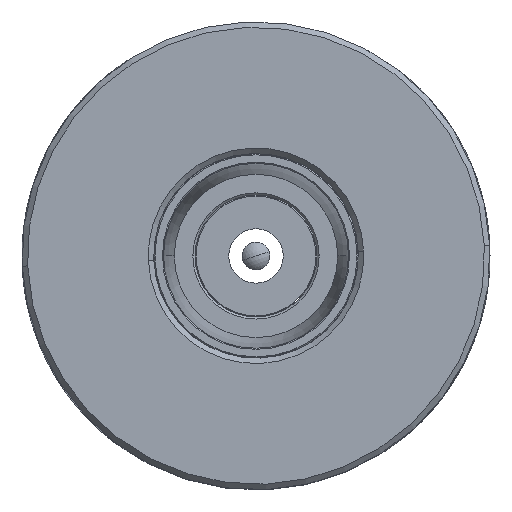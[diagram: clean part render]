
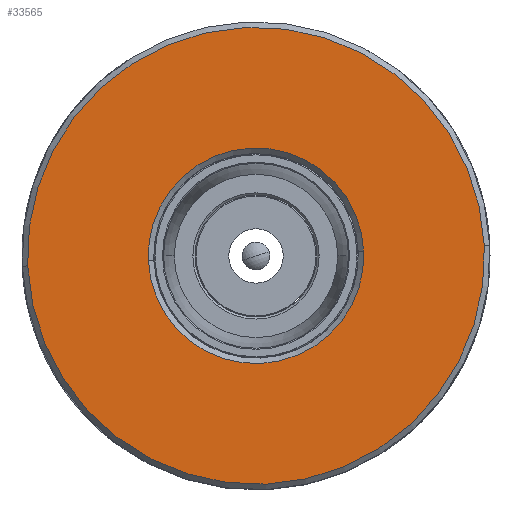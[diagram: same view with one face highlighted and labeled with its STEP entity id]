
A CAD part, top view. The second image highlights one B-rep face of the part: STEP entity #33565.
In plain terms, the highlighted planar face has unit normal (0, 0, 1).
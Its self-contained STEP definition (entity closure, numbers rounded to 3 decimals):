
#4755 = CARTESIAN_POINT ( 'NONE',  ( 0., 0., 31.73 ) ) ;
#5045 = EDGE_CURVE ( 'NONE', #15487, #28179, #61317, .T. ) ;
#6357 = CARTESIAN_POINT ( 'NONE',  ( 0., 0., 31.73 ) ) ;
#8295 = CARTESIAN_POINT ( 'NONE',  ( 0.219, -4.945, 31.73 ) ) ;
#8518 = CARTESIAN_POINT ( 'NONE',  ( 10.49, 0.464, 31.73 ) ) ;
#11301 = ORIENTED_EDGE ( 'NONE', *, *, #13359, .F. ) ;
#12180 = DIRECTION ( 'NONE',  ( 0.999, 0.044, 0. ) ) ;
#13359 = EDGE_CURVE ( 'NONE', #59657, #52294, #67225, .T. ) ;
#15365 = CARTESIAN_POINT ( 'NONE',  ( -4.945, -0.219, 31.73 ) ) ;
#15487 = VERTEX_POINT ( 'NONE', #15365 ) ;
#16120 = DIRECTION ( 'NONE',  ( 0., 0., -1. ) ) ;
#17224 = EDGE_CURVE ( 'NONE', #28179, #15487, #40740, .T. ) ;
#18925 = FACE_BOUND ( 'NONE', #25237, .T. ) ;
#19027 = AXIS2_PLACEMENT_3D ( 'NONE', #6357, #27613, #60573 ) ;
#20286 = ORIENTED_EDGE ( 'NONE', *, *, #5045, .T. ) ;
#24933 = DIRECTION ( 'NONE',  ( -0.999, -0.044, 0. ) ) ;
#25237 = EDGE_LOOP ( 'NONE', ( #20286, #48671 ) ) ;
#26645 = DIRECTION ( 'NONE',  ( 0.999, 0.044, 0. ) ) ;
#27440 = CARTESIAN_POINT ( 'NONE',  ( 0., 0., 31.73 ) ) ;
#27613 = DIRECTION ( 'NONE',  ( 0., 0., -1. ) ) ;
#28179 = VERTEX_POINT ( 'NONE', #38995 ) ;
#28383 = EDGE_LOOP ( 'NONE', ( #38611, #11301 ) ) ;
#32022 = DIRECTION ( 'NONE',  ( 0.999, 0.044, 0. ) ) ;
#33565 = ADVANCED_FACE ( 'NONE', ( #18925, #40545 ), #62166, .T. ) ;
#38611 = ORIENTED_EDGE ( 'NONE', *, *, #58997, .F. ) ;
#38995 = CARTESIAN_POINT ( 'NONE',  ( 4.945, 0.219, 31.73 ) ) ;
#40545 = FACE_OUTER_BOUND ( 'NONE', #28383, .T. ) ;
#40740 = CIRCLE ( 'NONE', #41855, 4.95 ) ;
#41855 = AXIS2_PLACEMENT_3D ( 'NONE', #27440, #16120, #12180 ) ;
#41978 = DIRECTION ( 'NONE',  ( 0., 0., -1. ) ) ;
#42632 = DIRECTION ( 'NONE',  ( 0., 0., 1. ) ) ;
#47359 = CIRCLE ( 'NONE', #19027, 10.5 ) ;
#48630 = DIRECTION ( 'NONE',  ( 0., 0., -1. ) ) ;
#48671 = ORIENTED_EDGE ( 'NONE', *, *, #17224, .T. ) ;
#51111 = AXIS2_PLACEMENT_3D ( 'NONE', #64581, #48630, #26645 ) ;
#52294 = VERTEX_POINT ( 'NONE', #8518 ) ;
#58920 = CARTESIAN_POINT ( 'NONE',  ( -10.49, -0.464, 31.73 ) ) ;
#58997 = EDGE_CURVE ( 'NONE', #52294, #59657, #47359, .T. ) ;
#59657 = VERTEX_POINT ( 'NONE', #58920 ) ;
#60402 = AXIS2_PLACEMENT_3D ( 'NONE', #4755, #41978, #32022 ) ;
#60573 = DIRECTION ( 'NONE',  ( 0.999, 0.044, 0. ) ) ;
#61317 = CIRCLE ( 'NONE', #51111, 4.95 ) ;
#62166 = PLANE ( 'NONE',  #68335 ) ;
#64581 = CARTESIAN_POINT ( 'NONE',  ( 0., 0., 31.73 ) ) ;
#67225 = CIRCLE ( 'NONE', #60402, 10.5 ) ;
#68335 = AXIS2_PLACEMENT_3D ( 'NONE', #8295, #42632, #24933 ) ;
